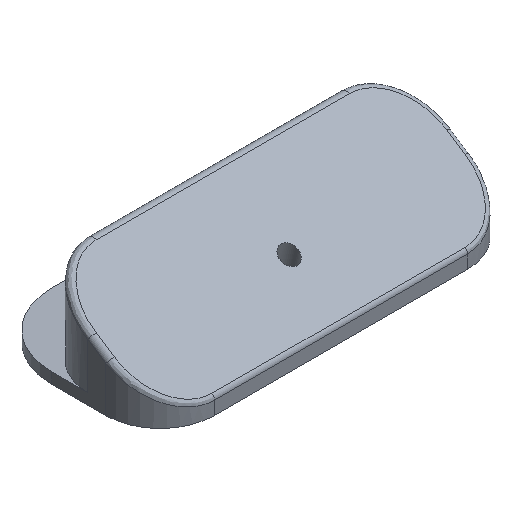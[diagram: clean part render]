
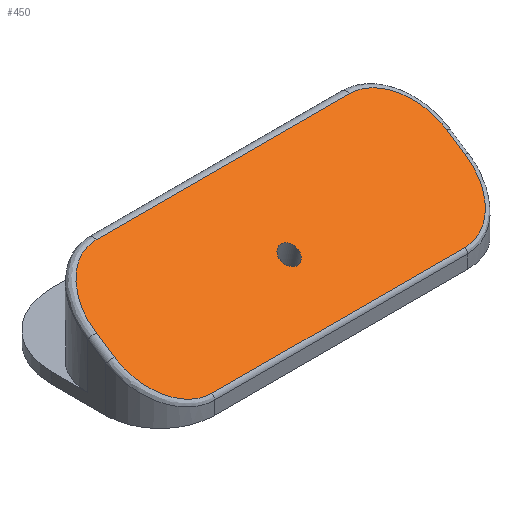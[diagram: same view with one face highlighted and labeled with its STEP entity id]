
A CAD part, isometric view. The second image highlights one B-rep face of the part: STEP entity #450.
In plain terms, the highlighted planar face has unit normal (0, -0.545, 0.839).
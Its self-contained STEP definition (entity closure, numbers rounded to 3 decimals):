
#15=FACE_BOUND('',#149,.T.);
#24=PLANE('',#505);
#32=LINE('',#734,#64);
#34=LINE('',#787,#66);
#36=LINE('',#828,#68);
#38=LINE('',#871,#70);
#64=VECTOR('',#549,10.);
#66=VECTOR('',#561,10.);
#68=VECTOR('',#573,10.);
#70=VECTOR('',#583,10.);
#121=FACE_OUTER_BOUND('',#148,.T.);
#148=EDGE_LOOP('',(#356,#357,#358,#359,#360,#361,#362,#363));
#149=EDGE_LOOP('',(#364));
#170=ELLIPSE('',#480,16.097,13.5);
#173=ELLIPSE('',#487,16.097,13.5);
#175=ELLIPSE('',#492,16.097,13.5);
#177=ELLIPSE('',#497,16.097,13.5);
#178=ELLIPSE('',#506,2.663,2.5);
#203=VERTEX_POINT('',#722);
#204=VERTEX_POINT('',#724);
#206=VERTEX_POINT('',#730);
#208=VERTEX_POINT('',#777);
#210=VERTEX_POINT('',#783);
#212=VERTEX_POINT('',#818);
#214=VERTEX_POINT('',#824);
#216=VERTEX_POINT('',#864);
#225=VERTEX_POINT('',#895);
#243=EDGE_CURVE('',#203,#204,#170,.T.);
#248=EDGE_CURVE('',#204,#206,#32,.T.);
#251=EDGE_CURVE('',#206,#208,#173,.T.);
#254=EDGE_CURVE('',#208,#210,#34,.T.);
#257=EDGE_CURVE('',#210,#212,#175,.T.);
#260=EDGE_CURVE('',#212,#214,#36,.T.);
#263=EDGE_CURVE('',#214,#216,#177,.T.);
#265=EDGE_CURVE('',#216,#203,#38,.T.);
#277=EDGE_CURVE('',#225,#225,#178,.T.);
#356=ORIENTED_EDGE('',*,*,#243,.F.);
#357=ORIENTED_EDGE('',*,*,#265,.F.);
#358=ORIENTED_EDGE('',*,*,#263,.F.);
#359=ORIENTED_EDGE('',*,*,#260,.F.);
#360=ORIENTED_EDGE('',*,*,#257,.F.);
#361=ORIENTED_EDGE('',*,*,#254,.F.);
#362=ORIENTED_EDGE('',*,*,#251,.F.);
#363=ORIENTED_EDGE('',*,*,#248,.F.);
#364=ORIENTED_EDGE('',*,*,#277,.T.);
#450=ADVANCED_FACE('',(#121,#15),#24,.T.);
#480=AXIS2_PLACEMENT_3D('',#725,#538,#539);
#487=AXIS2_PLACEMENT_3D('',#781,#554,#555);
#492=AXIS2_PLACEMENT_3D('',#822,#566,#567);
#497=AXIS2_PLACEMENT_3D('',#868,#578,#579);
#505=AXIS2_PLACEMENT_3D('',#894,#605,#606);
#506=AXIS2_PLACEMENT_3D('',#896,#607,#608);
#538=DIRECTION('center_axis',(0.,0.545,-0.839));
#539=DIRECTION('ref_axis',(0.,0.839,0.545));
#549=DIRECTION('',(1.,0.,0.));
#554=DIRECTION('center_axis',(0.,0.545,-0.839));
#555=DIRECTION('ref_axis',(0.,0.839,0.545));
#561=DIRECTION('',(0.,-0.839,-0.545));
#566=DIRECTION('center_axis',(0.,0.545,-0.839));
#567=DIRECTION('ref_axis',(0.,-0.839,-0.545));
#573=DIRECTION('',(-1.,0.,0.));
#578=DIRECTION('center_axis',(0.,0.545,-0.839));
#579=DIRECTION('ref_axis',(0.,-0.839,-0.545));
#583=DIRECTION('',(0.,0.839,0.545));
#605=DIRECTION('center_axis',(0.,-0.545,0.839));
#606=DIRECTION('ref_axis',(0.,0.839,0.545));
#607=DIRECTION('center_axis',(0.,0.545,-0.839));
#608=DIRECTION('ref_axis',(0.,-0.839,-0.545));
#722=CARTESIAN_POINT('',(-48.5,1.683,16.958));
#724=CARTESIAN_POINT('',(-35.,15.183,25.725));
#725=CARTESIAN_POINT('Origin',(-35.,1.683,16.958));
#730=CARTESIAN_POINT('',(35.,15.183,25.725));
#734=CARTESIAN_POINT('',(65.,15.183,25.725));
#777=CARTESIAN_POINT('',(48.5,1.683,16.958));
#781=CARTESIAN_POINT('Origin',(35.,1.683,16.958));
#783=CARTESIAN_POINT('',(48.5,-3.317,13.711));
#787=CARTESIAN_POINT('',(48.5,-16.769,4.975));
#818=CARTESIAN_POINT('',(35.,-16.817,4.944));
#822=CARTESIAN_POINT('Origin',(35.,-3.317,13.711));
#824=CARTESIAN_POINT('',(-35.,-16.817,4.944));
#828=CARTESIAN_POINT('',(65.,-16.817,4.944));
#864=CARTESIAN_POINT('',(-48.5,-3.317,13.711));
#868=CARTESIAN_POINT('Origin',(-35.,-3.317,13.711));
#871=CARTESIAN_POINT('',(-48.5,-0.944,15.252));
#894=CARTESIAN_POINT('Origin',(65.,-17.5,4.5));
#895=CARTESIAN_POINT('',(-2.5,-3.158,13.814));
#896=CARTESIAN_POINT('Origin',(0.,-3.158,13.814));
